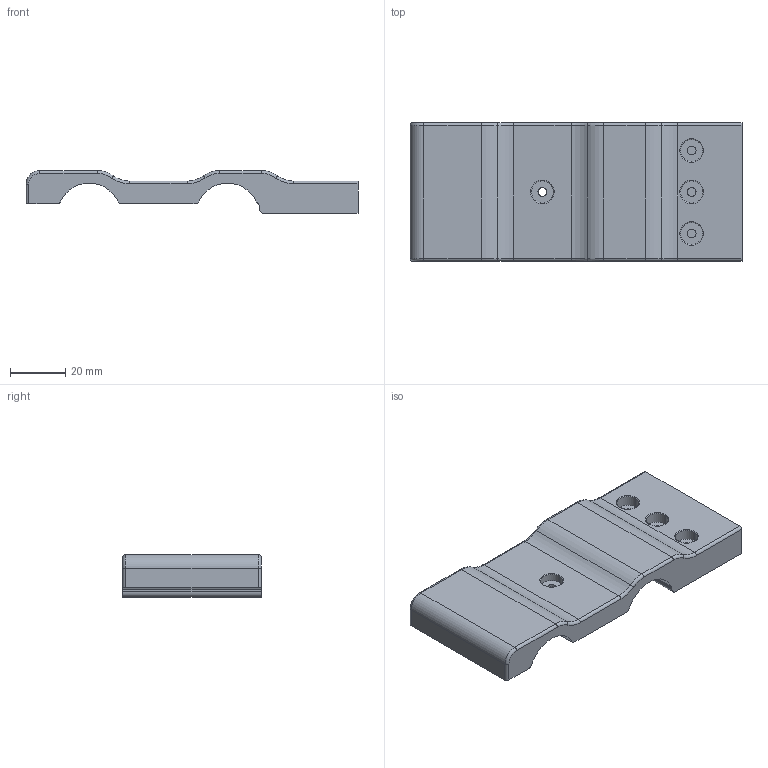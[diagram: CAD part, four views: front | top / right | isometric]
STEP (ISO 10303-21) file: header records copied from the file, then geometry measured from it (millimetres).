
FILE_DESCRIPTION (( 'STEP AP214' ), '1' );
FILE_NAME ('fixation.STEP', '2023-07-01T18:01:10', ( '' ), ( '' ), 'SwSTEP 2.0', 'SolidWorks 2021', '' );
FILE_SCHEMA (( 'AUTOMOTIVE_DESIGN' ));
Length unit declared in the file: millimetre
Products named in the file (1): fixation
Bounding box: 120 x 50 x 15.47 mm (x, y, z)
Volume: 53586.1 mm3; surface area: 16514.9 mm2
Topology: 1 solids, 1 shells, 82 faces, 189 edges, 116 vertices
Faces by surface type: cylinder 41, torus 22, plane 19
Entity records: 2389 total; most frequent: DIRECTION 473, CARTESIAN_POINT 388, ORIENTED_EDGE 378, AXIS2_PLACEMENT_3D 201, EDGE_CURVE 189, CIRCLE 118, VERTEX_POINT 116, EDGE_LOOP 91
